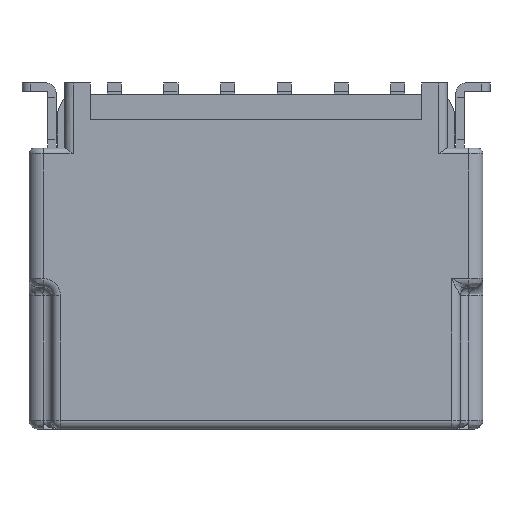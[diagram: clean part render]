
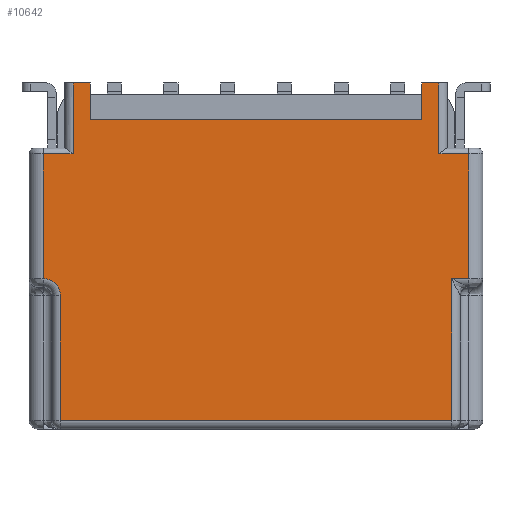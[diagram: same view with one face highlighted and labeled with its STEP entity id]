
A CAD part, front view. The second image highlights one B-rep face of the part: STEP entity #10642.
In plain terms, the highlighted planar face has unit normal (0, -1, 0).
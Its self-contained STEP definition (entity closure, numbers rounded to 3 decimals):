
#135=DIRECTION('',(0.,0.,1.));
#136=VECTOR('',#135,5.);
#137=CARTESIAN_POINT('',(6.9,-3.55,-9.1));
#138=LINE('',#137,#136);
#143=CARTESIAN_POINT('',(-7.5,-3.55,-4.7));
#144=DIRECTION('',(0.,-1.,0.));
#145=DIRECTION('',(1.,0.,0.));
#146=AXIS2_PLACEMENT_3D('',#143,#144,#145);
#148=DIRECTION('',(1.,0.,0.));
#149=VECTOR('',#148,0.6);
#150=CARTESIAN_POINT('',(-6.45,-3.55,2.8));
#151=LINE('',#150,#149);
#152=DIRECTION('',(1.,0.,0.));
#153=VECTOR('',#152,11.7);
#154=CARTESIAN_POINT('',(-5.85,-3.55,1.5));
#155=LINE('',#154,#153);
#156=DIRECTION('',(0.,0.,1.));
#157=VECTOR('',#156,1.3);
#158=CARTESIAN_POINT('',(5.85,-3.55,1.5));
#159=LINE('',#158,#157);
#160=DIRECTION('',(1.,0.,0.));
#161=VECTOR('',#160,0.6);
#162=CARTESIAN_POINT('',(5.85,-3.55,2.8));
#163=LINE('',#162,#161);
#164=DIRECTION('',(0.,0.,-1.));
#165=VECTOR('',#164,4.4);
#166=CARTESIAN_POINT('',(-6.9,-3.55,-4.7));
#167=LINE('',#166,#165);
#191=DIRECTION('',(1.,0.,0.));
#192=VECTOR('',#191,13.8);
#193=CARTESIAN_POINT('',(-6.9,-3.55,-9.1));
#194=LINE('',#193,#192);
#655=DIRECTION('',(0.,0.,1.));
#656=VECTOR('',#655,2.5);
#657=CARTESIAN_POINT('',(6.45,-3.55,0.3));
#658=LINE('',#657,#656);
#1035=DIRECTION('',(1.,0.,0.));
#1036=VECTOR('',#1035,0.6);
#1037=CARTESIAN_POINT('',(6.9,-3.55,
-4.1));
#1038=LINE('',#1037,#1036);
#1058=DIRECTION('',(0.,0.,1.));
#1059=VECTOR('',#1058,4.4);
#1060=CARTESIAN_POINT('',(7.5,-3.55,-4.1));
#1061=LINE('',#1060,#1059);
#1081=DIRECTION('',(-1.,0.,0.));
#1082=VECTOR('',#1081,1.05);
#1083=CARTESIAN_POINT('',(7.5,-3.55,0.3));
#1084=LINE('',#1083,#1082);
#1849=DIRECTION('',(0.,0.,1.));
#1850=VECTOR('',#1849,1.3);
#1851=CARTESIAN_POINT('',(-5.85,-3.55,1.5));
#1852=LINE('',#1851,#1850);
#1965=DIRECTION('',(0.,0.,-1.));
#1966=VECTOR('',#1965,2.5);
#1967=CARTESIAN_POINT('',(-6.45,-3.55,2.8));
#1968=LINE('',#1967,#1966);
#2019=DIRECTION('',(-1.,0.,0.));
#2020=VECTOR('',#2019,1.05);
#2021=CARTESIAN_POINT('',(-6.45,-3.55,0.3));
#2022=LINE('',#2021,#2020);
#2070=DIRECTION('',(0.,0.,-1.));
#2071=VECTOR('',#2070,4.4);
#2072=CARTESIAN_POINT('',(-7.5,-3.55,0.3));
#2073=LINE('',#2072,#2071);
#8350=CARTESIAN_POINT('',(6.9,-3.55,-9.1));
#8351=VERTEX_POINT('',#8350);
#8352=CARTESIAN_POINT('',(6.9,-3.55,
-4.1));
#8353=VERTEX_POINT('',#8352);
#8355=CARTESIAN_POINT('',(-6.9,-3.55,-4.7));
#8356=CARTESIAN_POINT('',(-6.9,-3.55,-9.1));
#8357=VERTEX_POINT('',#8355);
#8358=VERTEX_POINT('',#8356);
#8359=CARTESIAN_POINT('',(-7.5,-3.55,-4.1));
#8360=VERTEX_POINT('',#8359);
#8361=CARTESIAN_POINT('',(-7.5,-3.55,0.3));
#8362=VERTEX_POINT('',#8361);
#8363=CARTESIAN_POINT('',(-6.45,-3.55,0.3));
#8364=VERTEX_POINT('',#8363);
#8365=CARTESIAN_POINT('',(-6.45,-3.55,2.8));
#8366=VERTEX_POINT('',#8365);
#8367=CARTESIAN_POINT('',(-5.85,-3.55,2.8));
#8368=VERTEX_POINT('',#8367);
#8369=CARTESIAN_POINT('',(-5.85,-3.55,1.5));
#8370=VERTEX_POINT('',#8369);
#8371=CARTESIAN_POINT('',(5.85,-3.55,1.5));
#8372=VERTEX_POINT('',#8371);
#8373=CARTESIAN_POINT('',(5.85,-3.55,2.8));
#8374=VERTEX_POINT('',#8373);
#8375=CARTESIAN_POINT('',(6.45,-3.55,2.8));
#8376=VERTEX_POINT('',#8375);
#8377=CARTESIAN_POINT('',(6.45,-3.55,0.3));
#8378=VERTEX_POINT('',#8377);
#8379=CARTESIAN_POINT('',(7.5,-3.55,0.3));
#8380=VERTEX_POINT('',#8379);
#8381=CARTESIAN_POINT('',(7.5,-3.55,-4.1));
#8382=VERTEX_POINT('',#8381);
#10604=CARTESIAN_POINT('',(-7.05,-3.55,0.));
#10605=DIRECTION('',(0.,-1.,0.));
#10606=DIRECTION('',(1.,0.,0.));
#10607=AXIS2_PLACEMENT_3D('',#10604,#10605,#10606);
#10608=PLANE('',#10607);
#10610=ORIENTED_EDGE('',*,*,#10609,.F.);
#10612=ORIENTED_EDGE('',*,*,#10611,.T.);
#10614=ORIENTED_EDGE('',*,*,#10613,.F.);
#10616=ORIENTED_EDGE('',*,*,#10615,.F.);
#10618=ORIENTED_EDGE('',*,*,#10617,.F.);
#10620=ORIENTED_EDGE('',*,*,#10619,.T.);
#10622=ORIENTED_EDGE('',*,*,#10621,.F.);
#10624=ORIENTED_EDGE('',*,*,#10623,.T.);
#10626=ORIENTED_EDGE('',*,*,#10625,.T.);
#10628=ORIENTED_EDGE('',*,*,#10627,.T.);
#10630=ORIENTED_EDGE('',*,*,#10629,.F.);
#10632=ORIENTED_EDGE('',*,*,#10631,.F.);
#10634=ORIENTED_EDGE('',*,*,#10633,.F.);
#10636=ORIENTED_EDGE('',*,*,#10635,.F.);
#10637=ORIENTED_EDGE('',*,*,#10594,.F.);
#10639=ORIENTED_EDGE('',*,*,#10638,.F.);
#10640=EDGE_LOOP('',(#10610,#10612,#10614,#10616,#10618,#10620,#10622,#10624,
#10626,#10628,#10630,#10632,#10634,#10636,#10637,#10639));
#10641=FACE_OUTER_BOUND('',#10640,.F.);
#10642=ADVANCED_FACE('',(#10641),#10608,.T.);
#147=CIRCLE('',#146,0.6);
#10594=EDGE_CURVE('',#8351,#8353,#138,.T.);
#10609=EDGE_CURVE('',#8357,#8358,#167,.T.);
#10611=EDGE_CURVE('',#8357,#8360,#147,.T.);
#10613=EDGE_CURVE('',#8362,#8360,#2073,.T.);
#10615=EDGE_CURVE('',#8364,#8362,#2022,.T.);
#10617=EDGE_CURVE('',#8366,#8364,#1968,.T.);
#10619=EDGE_CURVE('',#8366,#8368,#151,.T.);
#10621=EDGE_CURVE('',#8370,#8368,#1852,.T.);
#10623=EDGE_CURVE('',#8370,#8372,#155,.T.);
#10625=EDGE_CURVE('',#8372,#8374,#159,.T.);
#10627=EDGE_CURVE('',#8374,#8376,#163,.T.);
#10629=EDGE_CURVE('',#8378,#8376,#658,.T.);
#10631=EDGE_CURVE('',#8380,#8378,#1084,.T.);
#10633=EDGE_CURVE('',#8382,#8380,#1061,.T.);
#10635=EDGE_CURVE('',#8353,#8382,#1038,.T.);
#10638=EDGE_CURVE('',#8358,#8351,#194,.T.);
